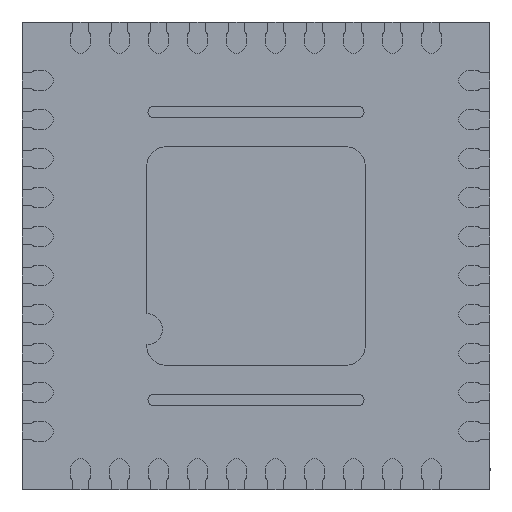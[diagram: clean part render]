
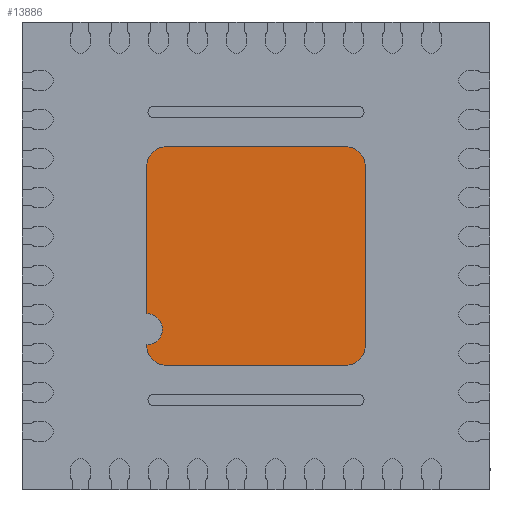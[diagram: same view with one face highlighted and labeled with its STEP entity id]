
A CAD part, front view. The second image highlights one B-rep face of the part: STEP entity #13886.
In plain terms, the highlighted planar face has unit normal (0, -1, 0).
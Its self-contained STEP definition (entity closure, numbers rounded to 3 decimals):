
#805 = CARTESIAN_POINT ( 'NONE',  ( 1.4, 0., -1.15 ) ) ;
#833 = LINE ( 'NONE', #10849, #3513 ) ;
#1229 = EDGE_CURVE ( 'NONE', #19310, #25289, #19759, .T. ) ;
#2155 = DIRECTION ( 'NONE',  ( 0., 0., 1. ) ) ;
#2567 = CARTESIAN_POINT ( 'NONE',  ( 1.15, 0., -1.4 ) ) ;
#2709 = DIRECTION ( 'NONE',  ( 0., 0., -1. ) ) ;
#2834 = CARTESIAN_POINT ( 'NONE',  ( 1.15, 0., 1.4 ) ) ;
#2927 = VERTEX_POINT ( 'NONE', #4748 ) ;
#3195 = DIRECTION ( 'NONE',  ( 0., 0., 1. ) ) ;
#3255 = EDGE_CURVE ( 'NONE', #25289, #17980, #833, .T. ) ;
#3513 = VECTOR ( 'NONE', #2709, 1000. ) ;
#3590 = LINE ( 'NONE', #11722, #15375 ) ;
#3607 = CARTESIAN_POINT ( 'NONE',  ( 1.15, 0., -1.15 ) ) ;
#3709 = DIRECTION ( 'NONE',  ( 0., 0., -1. ) ) ;
#4041 = DIRECTION ( 'NONE',  ( 0., -1., 0. ) ) ;
#4175 = CARTESIAN_POINT ( 'NONE',  ( -1.15, 0., -1.4 ) ) ;
#4700 = ORIENTED_EDGE ( 'NONE', *, *, #23707, .F. ) ;
#4748 = CARTESIAN_POINT ( 'NONE',  ( -1.4, 0., -0.74 ) ) ;
#4968 = CARTESIAN_POINT ( 'NONE',  ( -1.4, 0., -1.15 ) ) ;
#5111 = DIRECTION ( 'NONE',  ( -1., 0., 0. ) ) ;
#5336 = DIRECTION ( 'NONE',  ( 0., 1., 0. ) ) ;
#5553 = VERTEX_POINT ( 'NONE', #18539 ) ;
#5798 = DIRECTION ( 'NONE',  ( 0., -1., 0. ) ) ;
#7007 = ORIENTED_EDGE ( 'NONE', *, *, #15238, .F. ) ;
#7391 = ORIENTED_EDGE ( 'NONE', *, *, #23398, .F. ) ;
#8045 = CARTESIAN_POINT ( 'NONE',  ( -1.4, 0., -0.94 ) ) ;
#8331 = CARTESIAN_POINT ( 'NONE',  ( -1.4, 0., -1.14 ) ) ;
#8615 = VECTOR ( 'NONE', #13600, 1000. ) ;
#9019 = EDGE_CURVE ( 'NONE', #5553, #19310, #10184, .T. ) ;
#9464 = EDGE_CURVE ( 'NONE', #17980, #19151, #25833, .T. ) ;
#9537 = CIRCLE ( 'NONE', #24533, 0.25 ) ;
#9780 = FACE_OUTER_BOUND ( 'NONE', #19066, .T. ) ;
#10184 = LINE ( 'NONE', #16217, #10446 ) ;
#10446 = VECTOR ( 'NONE', #13959, 1000. ) ;
#10499 = CIRCLE ( 'NONE', #21162, 0.25 ) ;
#10768 = ORIENTED_EDGE ( 'NONE', *, *, #3255, .F. ) ;
#10849 = CARTESIAN_POINT ( 'NONE',  ( 1.4, 0., -1.15 ) ) ;
#11355 = CARTESIAN_POINT ( 'NONE',  ( 1.15, 0., -1.4 ) ) ;
#11469 = DIRECTION ( 'NONE',  ( 0., 1., 0. ) ) ;
#11561 = CARTESIAN_POINT ( 'NONE',  ( -1.15, 0., 1.15 ) ) ;
#11639 = VERTEX_POINT ( 'NONE', #22098 ) ;
#11722 = CARTESIAN_POINT ( 'NONE',  ( -1.4, 0., -0.74 ) ) ;
#11740 = DIRECTION ( 'NONE',  ( 0., 0., -1. ) ) ;
#12013 = VERTEX_POINT ( 'NONE', #4968 ) ;
#13600 = DIRECTION ( 'NONE',  ( 0., 0., 1. ) ) ;
#13886 = ADVANCED_FACE ( 'NONE', ( #9780 ), #17690, .T. ) ;
#13959 = DIRECTION ( 'NONE',  ( 1., 0., 0. ) ) ;
#14121 = VERTEX_POINT ( 'NONE', #8331 ) ;
#15074 = DIRECTION ( 'NONE',  ( 0., 1., 0. ) ) ;
#15238 = EDGE_CURVE ( 'NONE', #11639, #5553, #10499, .T. ) ;
#15375 = VECTOR ( 'NONE', #3195, 1000. ) ;
#15517 = VECTOR ( 'NONE', #5111, 1000. ) ;
#15605 = LINE ( 'NONE', #19466, #8615 ) ;
#16217 = CARTESIAN_POINT ( 'NONE',  ( 1.15, 0., 1.4 ) ) ;
#16814 = CARTESIAN_POINT ( 'NONE',  ( 1.15, 0., 1.15 ) ) ;
#17465 = ORIENTED_EDGE ( 'NONE', *, *, #1229, .F. ) ;
#17472 = CARTESIAN_POINT ( 'NONE',  ( 1.4, 0., 1.15 ) ) ;
#17690 = PLANE ( 'NONE',  #21184 ) ;
#17906 = DIRECTION ( 'NONE',  ( 0., 1., 0. ) ) ;
#17945 = DIRECTION ( 'NONE',  ( 0., 0., -1. ) ) ;
#17980 = VERTEX_POINT ( 'NONE', #805 ) ;
#18227 = ORIENTED_EDGE ( 'NONE', *, *, #9019, .F. ) ;
#18539 = CARTESIAN_POINT ( 'NONE',  ( -1.15, 0., 1.4 ) ) ;
#19066 = EDGE_LOOP ( 'NONE', ( #17465, #18227, #7007, #4700, #7391, #21682, #25195, #26189, #26182, #10768 ) ) ;
#19151 = VERTEX_POINT ( 'NONE', #2567 ) ;
#19204 = CIRCLE ( 'NONE', #20899, 0.2 ) ;
#19291 = EDGE_CURVE ( 'NONE', #19151, #23436, #23419, .T. ) ;
#19310 = VERTEX_POINT ( 'NONE', #2834 ) ;
#19350 = AXIS2_PLACEMENT_3D ( 'NONE', #16814, #15074, #24983 ) ;
#19466 = CARTESIAN_POINT ( 'NONE',  ( -1.4, 0., -1.15 ) ) ;
#19521 = CARTESIAN_POINT ( 'NONE',  ( -1.15, 0., -1.15 ) ) ;
#19759 = CIRCLE ( 'NONE', #19350, 0.25 ) ;
#20899 = AXIS2_PLACEMENT_3D ( 'NONE', #8045, #4041, #2155 ) ;
#21162 = AXIS2_PLACEMENT_3D ( 'NONE', #11561, #5336, #3709 ) ;
#21184 = AXIS2_PLACEMENT_3D ( 'NONE', #25842, #5798, #17945 ) ;
#21664 = DIRECTION ( 'NONE',  ( 0., 0., 1. ) ) ;
#21682 = ORIENTED_EDGE ( 'NONE', *, *, #24099, .F. ) ;
#22098 = CARTESIAN_POINT ( 'NONE',  ( -1.4, 0., 1.15 ) ) ;
#22435 = AXIS2_PLACEMENT_3D ( 'NONE', #3607, #17906, #11740 ) ;
#23398 = EDGE_CURVE ( 'NONE', #14121, #2927, #19204, .T. ) ;
#23419 = LINE ( 'NONE', #11355, #15517 ) ;
#23436 = VERTEX_POINT ( 'NONE', #4175 ) ;
#23707 = EDGE_CURVE ( 'NONE', #2927, #11639, #3590, .T. ) ;
#24099 = EDGE_CURVE ( 'NONE', #12013, #14121, #15605, .T. ) ;
#24533 = AXIS2_PLACEMENT_3D ( 'NONE', #19521, #11469, #21664 ) ;
#24983 = DIRECTION ( 'NONE',  ( 0., 0., -1. ) ) ;
#25195 = ORIENTED_EDGE ( 'NONE', *, *, #25936, .F. ) ;
#25289 = VERTEX_POINT ( 'NONE', #17472 ) ;
#25833 = CIRCLE ( 'NONE', #22435, 0.25 ) ;
#25842 = CARTESIAN_POINT ( 'NONE',  ( 1.15, 0., 1.15 ) ) ;
#25936 = EDGE_CURVE ( 'NONE', #23436, #12013, #9537, .T. ) ;
#26182 = ORIENTED_EDGE ( 'NONE', *, *, #9464, .F. ) ;
#26189 = ORIENTED_EDGE ( 'NONE', *, *, #19291, .F. ) ;
